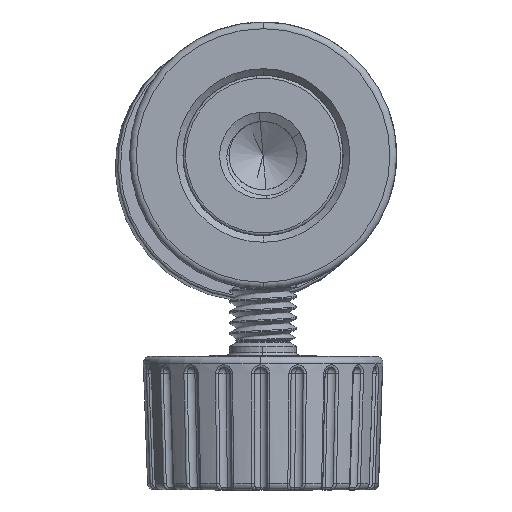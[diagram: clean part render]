
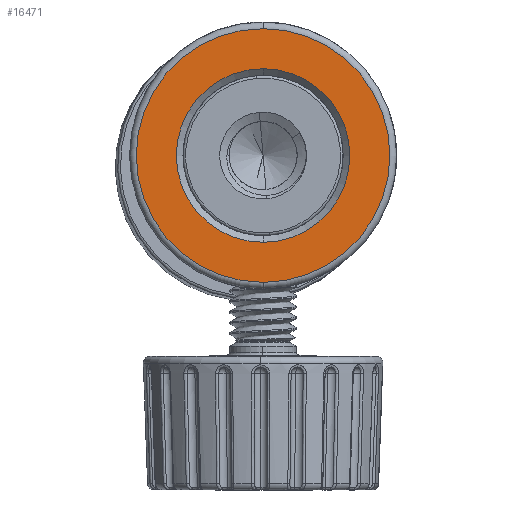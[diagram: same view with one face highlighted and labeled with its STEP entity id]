
A CAD part, front view. The second image highlights one B-rep face of the part: STEP entity #16471.
In plain terms, the highlighted planar face has unit normal (0, -1, 0).
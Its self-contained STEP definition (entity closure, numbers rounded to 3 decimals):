
#311 = CARTESIAN_POINT ( 'NONE',  ( 0., 0., 0. ) ) ;
#1004 = CIRCLE ( 'NONE', #6980, 9.5 ) ;
#2116 = CARTESIAN_POINT ( 'NONE',  ( 0., 0., -9.5 ) ) ;
#2187 = FACE_BOUND ( 'NONE', #25362, .T. ) ;
#2285 = DIRECTION ( 'NONE',  ( 0., 0., 1. ) ) ;
#3469 = ORIENTED_EDGE ( 'NONE', *, *, #27003, .T. ) ;
#3564 = DIRECTION ( 'NONE',  ( 0., -1., 0. ) ) ;
#3637 = CIRCLE ( 'NONE', #20399, 9.5 ) ;
#4870 = CARTESIAN_POINT ( 'NONE',  ( 0., 0., 0. ) ) ;
#5226 = DIRECTION ( 'NONE',  ( 0., 0., 1. ) ) ;
#5817 = CIRCLE ( 'NONE', #26890, 6.5 ) ;
#5942 = DIRECTION ( 'NONE',  ( 0., 1., 0. ) ) ;
#6229 = EDGE_LOOP ( 'NONE', ( #29874, #9203 ) ) ;
#6980 = AXIS2_PLACEMENT_3D ( 'NONE', #18010, #3564, #20423 ) ;
#7285 = DIRECTION ( 'NONE',  ( 0., 0., 1. ) ) ;
#9203 = ORIENTED_EDGE ( 'NONE', *, *, #16817, .T. ) ;
#9938 = CARTESIAN_POINT ( 'NONE',  ( 0., 0., -6.5 ) ) ;
#12940 = VERTEX_POINT ( 'NONE', #9938 ) ;
#14860 = PLANE ( 'NONE',  #17770 ) ;
#16471 = ADVANCED_FACE ( 'NONE', ( #2187, #19123 ), #14860, .F. ) ;
#16521 = CARTESIAN_POINT ( 'NONE',  ( 0., 0., 6.5 ) ) ;
#16676 = DIRECTION ( 'NONE',  ( 0., -1., 0. ) ) ;
#16817 = EDGE_CURVE ( 'NONE', #26466, #26794, #3637, .T. ) ;
#17770 = AXIS2_PLACEMENT_3D ( 'NONE', #311, #19678, #5226 ) ;
#18010 = CARTESIAN_POINT ( 'NONE',  ( 0., 0., 0. ) ) ;
#19123 = FACE_OUTER_BOUND ( 'NONE', #6229, .T. ) ;
#19525 = CIRCLE ( 'NONE', #22807, 6.5 ) ;
#19678 = DIRECTION ( 'NONE',  ( 0., 1., 0. ) ) ;
#20374 = CARTESIAN_POINT ( 'NONE',  ( 0., 0., 0. ) ) ;
#20399 = AXIS2_PLACEMENT_3D ( 'NONE', #31036, #16676, #2285 ) ;
#20423 = DIRECTION ( 'NONE',  ( 0., 0., 1. ) ) ;
#20502 = CARTESIAN_POINT ( 'NONE',  ( 0., 0., 9.5 ) ) ;
#21710 = DIRECTION ( 'NONE',  ( 0., 1., 0. ) ) ;
#22758 = DIRECTION ( 'NONE',  ( 0., 0., 1. ) ) ;
#22807 = AXIS2_PLACEMENT_3D ( 'NONE', #20374, #5942, #22758 ) ;
#22961 = VERTEX_POINT ( 'NONE', #16521 ) ;
#24093 = EDGE_CURVE ( 'NONE', #22961, #12940, #19525, .T. ) ;
#25362 = EDGE_LOOP ( 'NONE', ( #3469, #26580 ) ) ;
#26466 = VERTEX_POINT ( 'NONE', #2116 ) ;
#26580 = ORIENTED_EDGE ( 'NONE', *, *, #24093, .T. ) ;
#26794 = VERTEX_POINT ( 'NONE', #20502 ) ;
#26890 = AXIS2_PLACEMENT_3D ( 'NONE', #4870, #21710, #7285 ) ;
#27003 = EDGE_CURVE ( 'NONE', #12940, #22961, #5817, .T. ) ;
#29129 = EDGE_CURVE ( 'NONE', #26794, #26466, #1004, .T. ) ;
#29874 = ORIENTED_EDGE ( 'NONE', *, *, #29129, .T. ) ;
#31036 = CARTESIAN_POINT ( 'NONE',  ( 0., 0., 0. ) ) ;
